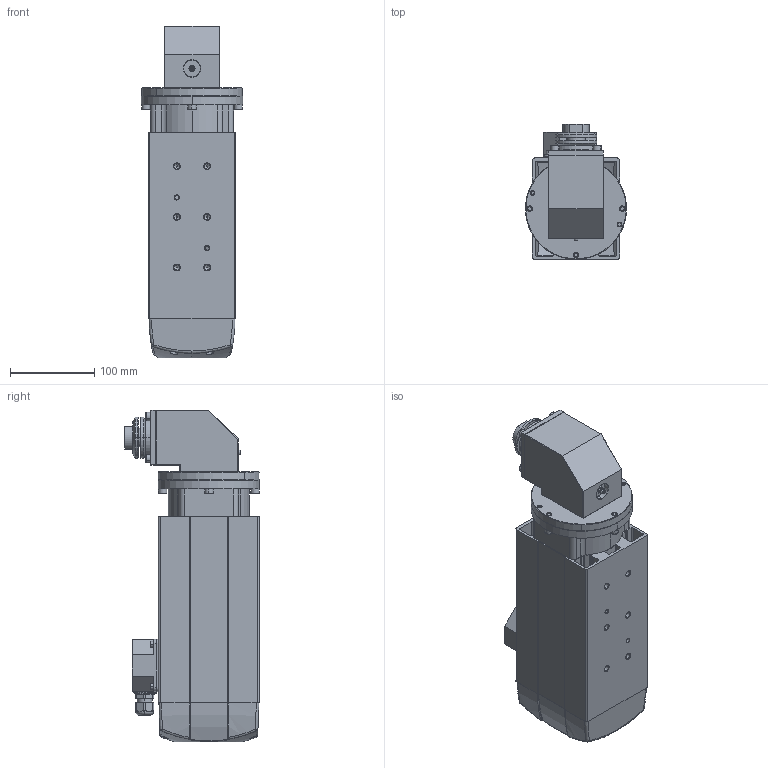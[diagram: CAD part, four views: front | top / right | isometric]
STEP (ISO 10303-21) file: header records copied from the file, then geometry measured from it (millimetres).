
FILE_DESCRIPTION (( 'STEP AP214' ), '1' );
FILE_NAME ('GDF60-6Z-2.2J蚾饜.STEP', '2025-01-06T09:01:59', ( '萇齟' ), ( '' ), 'SwSTEP 2.0', 'SolidWorks 2018', '' );
FILE_SCHEMA (( 'AUTOMOTIVE_DESIGN' ));
Length unit declared in the file: millimetre
Products named in the file (64): hexagon socket head cap screws gb_GB_FASTENER_SCREWS_HSHCS M5X12-N; GB／T292-94角接触球轴承7008C; GDF60-6Z-2.2褒僅芛粣創ヶ裔; GDF60-6Z-2.2褒僅芛蹟譫; GBT70.1_M6¡Á12; GDF60-6Z-2.2前盖; JBT7590波形垫片DN32; GB／T70．3-2000内六角沉头螺钉M6×20; GDF60-6Z-2.2苤粣覃淕菜え; 粣創7005C; 接线盒橡胶垫 62×62 孔距50 (GDF60-18Z-6.0-15); GDF60-6Z-2.2前端盖; GDF60-6Z-2.2蛌粣; GDF60-18Z-6.0BQ綴蹟譫坫苤倰; GB／T70．3-2000内六角沉头螺钉M6×16; GDF35-12Z-0.37-14 三柱接线座; 萇擢嘐隅芛M18℅1.5; GDF60-6Z-2.2褒僅芛喘謫-勤俋; GB893．1-86孔用弹性挡圈A型32; GDF60-6Z-2.2標え; GDF60-6Z-2.2蛌赽粣; GDF60-18Z-6.0-13瑞圮; GB894．1-86轴用弹性挡圈A型; GDF60-6Z-2.2J蚾饜; GBT70.1_M4¡Á35; GBT70.1_M6¡Á20; GDF60-6Z-2.2揤え蹟譫; 垫圈; GDF60-6Z-2.2喘謫眊极; GDF60-6Z-2.2褒僅芛; GDF60-6Z-2.2褒僅芛蛌粣; GBT1096-5-5-10平键; GDF60-6Z-2.2褒僅芛楊擘; GDF60-6Z-2.2褒僅芛喘謫-勤囀; GDF60-6Z-2.2蛁蚐郲; GDF60-6Z-2.2前螺母; GDF60-18Z-6.0BQ綴粣創釱; GDF60-6Z-2.2湮粣覃淕菜え; GDF60-6Z-2.2褒僅芛麥芛菜え; GDF60-18Z-6.0-12 瑞欶 ...
Assembly tree (70 placements, depth 3):
  GB／T292-94角接触球轴承7008C
  GB／T70．3-2000内六角沉头螺钉M6×20
  GDF60-6Z-2.2苤粣覃淕菜え
  粣創7005C
  GDF60-6Z-2.2褒僅芛喘謫-勤俋
Bounding box: 120 x 160 x 393 mm (x, y, z)
Volume: 1529385.3 mm3; surface area: 611563.4 mm2
Topology: 95 solids, 95 shells, 2586 faces, 6353 edges, 3938 vertices
Faces by surface type: plane 936, cylinder 864, cone 550, torus 175, bspline 43, sphere 18
Entity records: 82526 total; most frequent: CARTESIAN_POINT 22810, DIRECTION 12180, ORIENTED_EDGE 11226, EDGE_CURVE 5613, AXIS2_PLACEMENT_3D 4867, VERTEX_POINT 3544, EDGE_LOOP 2635, CIRCLE 2527
